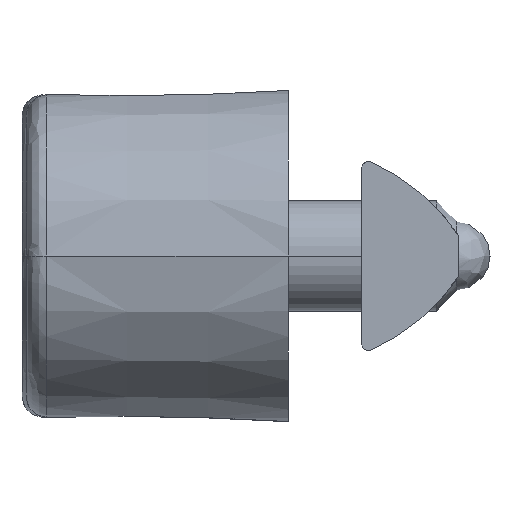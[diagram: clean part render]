
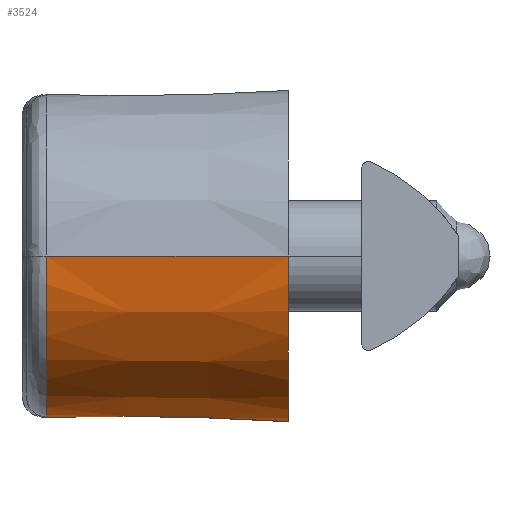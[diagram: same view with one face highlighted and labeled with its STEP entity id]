
A CAD part, left-side view. The second image highlights one B-rep face of the part: STEP entity #3524.
In plain terms, the highlighted conical face has half-angle 1 degrees and reference radius 12 mm.
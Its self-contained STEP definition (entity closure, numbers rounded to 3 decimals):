
#12 = DIRECTION ( 'NONE',  ( 0., 0., -1. ) ) ;
#23 = DIRECTION ( 'NONE',  ( 0., 1., 0. ) ) ;
#143 = CARTESIAN_POINT ( 'NONE',  ( 0., -1.474, 11.694 ) ) ;
#193 = ORIENTED_EDGE ( 'NONE', *, *, #7137, .T. ) ;
#547 = CONICAL_SURFACE ( 'NONE', #6514, 12., 0.017 ) ;
#622 = DIRECTION ( 'NONE',  ( 0., 0., -1. ) ) ;
#660 = ORIENTED_EDGE ( 'NONE', *, *, #5805, .T. ) ;
#682 = VERTEX_POINT ( 'NONE', #7913 ) ;
#730 = FACE_OUTER_BOUND ( 'NONE', #5935, .T. ) ;
#1068 = CARTESIAN_POINT ( 'NONE',  ( 0., -1.474, -11.694 ) ) ;
#1069 = VECTOR ( 'NONE', #3051, 1000. ) ;
#1148 = DIRECTION ( 'NONE',  ( 0., -1., 0. ) ) ;
#1220 = CARTESIAN_POINT ( 'NONE',  ( 0., -19., 0. ) ) ;
#1230 = CARTESIAN_POINT ( 'NONE',  ( 7.968, -2.08, 8.574 ) ) ;
#1285 = EDGE_CURVE ( 'NONE', #682, #3391, #1456, .T. ) ;
#1305 = AXIS2_PLACEMENT_3D ( 'NONE', #6195, #23, #622 ) ;
#1393 = EDGE_CURVE ( 'NONE', #7150, #3413, #3887, .T. ) ;
#1456 = CIRCLE ( 'NONE', #6078, 11.703 ) ;
#1531 = CARTESIAN_POINT ( 'NONE',  ( 8., -2.196, 8.547 ) ) ;
#1589 = CARTESIAN_POINT ( 'NONE',  ( 0., -1.474, 0. ) ) ;
#2004 = VERTEX_POINT ( 'NONE', #2137 ) ;
#2035 = DIRECTION ( 'NONE',  ( 0., -1., -0.017 ) ) ;
#2088 = CARTESIAN_POINT ( 'NONE',  ( 8.297, -19., 8.67 ) ) ;
#2137 = CARTESIAN_POINT ( 'NONE',  ( 8.297, -19., 8.67 ) ) ;
#2200 = DIRECTION ( 'NONE',  ( 0., -1., 0. ) ) ;
#2613 = CARTESIAN_POINT ( 'NONE',  ( 0., -19., -12. ) ) ;
#2794 = CIRCLE ( 'NONE', #5684, 11.694 ) ;
#2850 = EDGE_CURVE ( 'NONE', #5052, #682, #3596, .T. ) ;
#2930 = ORIENTED_EDGE ( 'NONE', *, *, #3379, .T. ) ;
#2992 = CARTESIAN_POINT ( 'NONE',  ( 0., -19., 12. ) ) ;
#3051 = DIRECTION ( 'NONE',  ( 0., -1., 0.017 ) ) ;
#3270 = EDGE_CURVE ( 'NONE', #3391, #3471, #7100, .T. ) ;
#3379 = EDGE_CURVE ( 'NONE', #7150, #5052, #2794, .T. ) ;
#3386 = CARTESIAN_POINT ( 'NONE',  ( 8.197, -13.359, 8.629 ) ) ;
#3391 = VERTEX_POINT ( 'NONE', #4691 ) ;
#3413 = VERTEX_POINT ( 'NONE', #5888 ) ;
#3471 = VERTEX_POINT ( 'NONE', #3546 ) ;
#3524 = ADVANCED_FACE ( 'NONE', ( #730 ), #547, .T. ) ;
#3546 = CARTESIAN_POINT ( 'NONE',  ( 8., -2.196, 8.547 ) ) ;
#3596 = LINE ( 'NONE', #2992, #1069 ) ;
#3656 = ORIENTED_EDGE ( 'NONE', *, *, #1285, .T. ) ;
#3660 = CIRCLE ( 'NONE', #1305, 12. ) ;
#3782 = CARTESIAN_POINT ( 'NONE',  ( 7.846, -2., 8.684 ) ) ;
#3821 = ORIENTED_EDGE ( 'NONE', *, *, #3270, .T. ) ;
#3827 = DIRECTION ( 'NONE',  ( 0., 1., 0. ) ) ;
#3887 = LINE ( 'NONE', #2613, #6170 ) ;
#4384 =( BOUNDED_CURVE ( )  B_SPLINE_CURVE ( 3, ( #1531, #6558, #3386, #2088 ),
 .UNSPECIFIED., .F., .F. ) 
 B_SPLINE_CURVE_WITH_KNOTS ( ( 4, 4 ),
 ( 3.491, 3.497 ),
 .UNSPECIFIED. ) 
 CURVE ( )  GEOMETRIC_REPRESENTATION_ITEM ( )  RATIONAL_B_SPLINE_CURVE ( ( 1., 1., 1., 1. ) ) 
 REPRESENTATION_ITEM ( '' )  );
#4691 = CARTESIAN_POINT ( 'NONE',  ( 7.8, -2., 8.725 ) ) ;
#5052 = VERTEX_POINT ( 'NONE', #143 ) ;
#5443 = ORIENTED_EDGE ( 'NONE', *, *, #1393, .F. ) ;
#5610 = CARTESIAN_POINT ( 'NONE',  ( 7.891, -2.015, 8.643 ) ) ;
#5684 = AXIS2_PLACEMENT_3D ( 'NONE', #1589, #2200, #7198 ) ;
#5742 = DIRECTION ( 'NONE',  ( 0., 0., -1. ) ) ;
#5805 = EDGE_CURVE ( 'NONE', #2004, #3413, #3660, .T. ) ;
#5888 = CARTESIAN_POINT ( 'NONE',  ( 0., -19., -12. ) ) ;
#5935 = EDGE_LOOP ( 'NONE', ( #2930, #7498, #3656, #3821, #193, #660, #5443 ) ) ;
#6078 = AXIS2_PLACEMENT_3D ( 'NONE', #7587, #3827, #5742 ) ;
#6170 = VECTOR ( 'NONE', #2035, 1000. ) ;
#6195 = CARTESIAN_POINT ( 'NONE',  ( 0., -19., 0. ) ) ;
#6359 = CARTESIAN_POINT ( 'NONE',  ( 7.999, -2.135, 8.546 ) ) ;
#6514 = AXIS2_PLACEMENT_3D ( 'NONE', #1220, #1148, #12 ) ;
#6558 = CARTESIAN_POINT ( 'NONE',  ( 8.098, -7.758, 8.588 ) ) ;
#7100 = B_SPLINE_CURVE_WITH_KNOTS ( 'NONE', 3,
 ( #7520, #3782, #5610, #1230, #6359, #7591 ),
 .UNSPECIFIED., .F., .F.,
 ( 4, 2, 4 ),
 ( 0., 0., 0. ),
 .UNSPECIFIED. ) ;
#7137 = EDGE_CURVE ( 'NONE', #3471, #2004, #4384, .T. ) ;
#7150 = VERTEX_POINT ( 'NONE', #1068 ) ;
#7198 = DIRECTION ( 'NONE',  ( 0., 0., -1. ) ) ;
#7498 = ORIENTED_EDGE ( 'NONE', *, *, #2850, .T. ) ;
#7520 = CARTESIAN_POINT ( 'NONE',  ( 7.8, -2., 8.725 ) ) ;
#7587 = CARTESIAN_POINT ( 'NONE',  ( 0., -2., 0. ) ) ;
#7591 = CARTESIAN_POINT ( 'NONE',  ( 8., -2.196, 8.547 ) ) ;
#7913 = CARTESIAN_POINT ( 'NONE',  ( 0., -2., 11.703 ) ) ;
